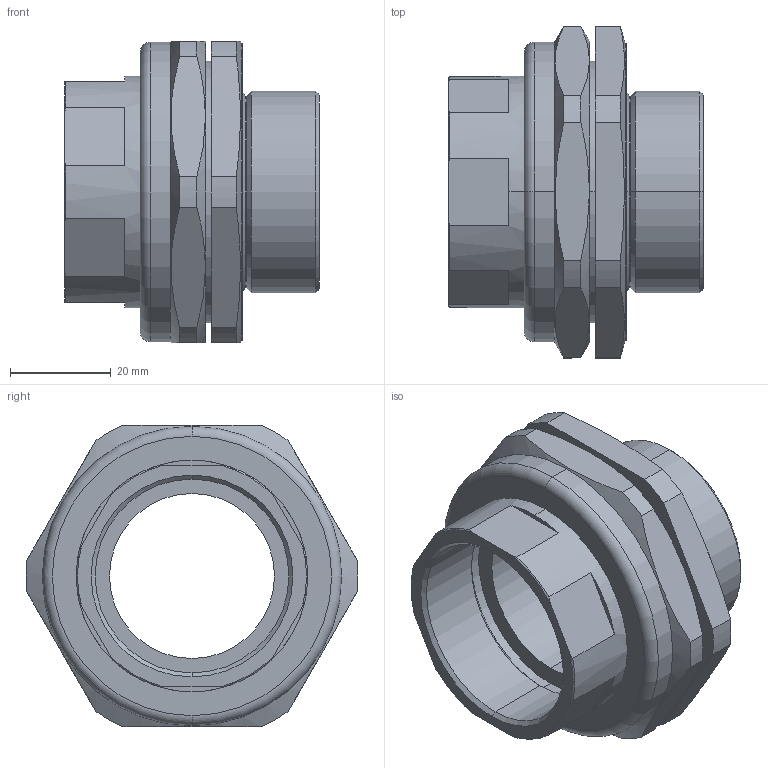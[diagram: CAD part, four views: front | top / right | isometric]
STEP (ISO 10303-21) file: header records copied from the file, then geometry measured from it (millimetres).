
FILE_DESCRIPTION (( 'STEP AP214' ), '1' );
FILE_NAME ('780DM5M5.STEP', '2024-02-09T09:03:14', ( '' ), ( '' ), 'SwSTEP 2.0', 'SolidWorks 2023', '' );
FILE_SCHEMA (( 'AUTOMOTIVE_DESIGN' ));
Length unit declared in the file: millimetre
Products named in the file (1): 780DM5M5
Bounding box: 50.63 x 65.97 x 60 mm (x, y, z)
Volume: 54141.7 mm3; surface area: 19650 mm2
Topology: 1 solids, 6 shells, 116 faces, 274 edges, 170 vertices
Faces by surface type: cone 48, plane 36, cylinder 30, torus 2
Entity records: 3525 total; most frequent: CARTESIAN_POINT 789, DIRECTION 594, ORIENTED_EDGE 548, EDGE_CURVE 274, AXIS2_PLACEMENT_3D 243, VERTEX_POINT 170, EDGE_LOOP 128, CIRCLE 126
